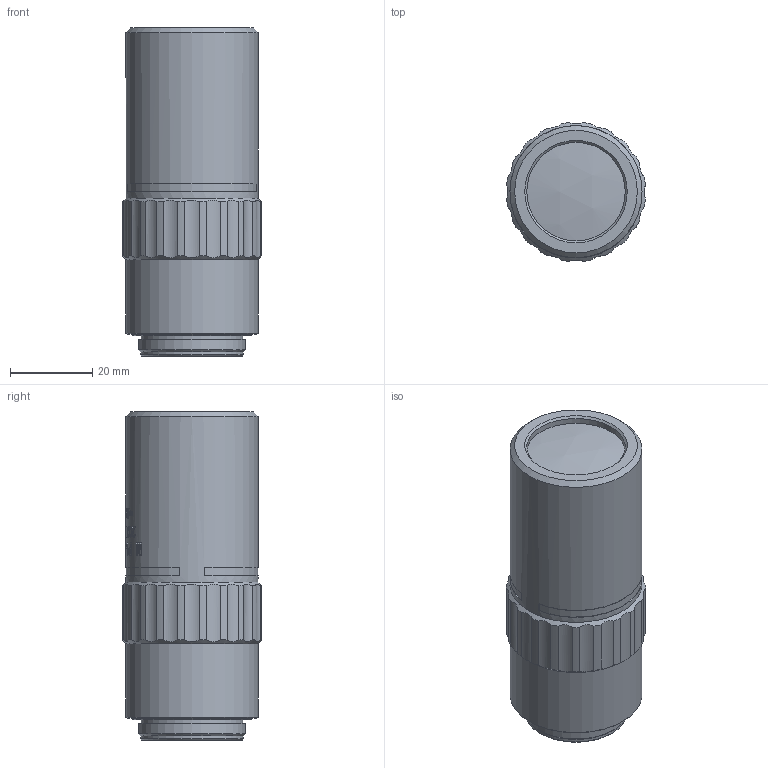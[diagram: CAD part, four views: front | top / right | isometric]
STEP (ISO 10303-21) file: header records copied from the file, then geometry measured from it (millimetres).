
FILE_DESCRIPTION (( 'STEP AP203' ), '1' );
FILE_NAME ('690134.STEP', '2025-12-17T01:24:40', ( 'Windows User' ), ( 'P R C' ), 'SwSTEP 2.0', 'SolidWorks 2020', '' );
FILE_SCHEMA (( 'CONFIG_CONTROL_DESIGN' ));
Length unit declared in the file: millimetre
Products named in the file (1): 690134
Bounding box: 33.82 x 33.82 x 80 mm (x, y, z)
Volume: 62434.6 mm3; surface area: 10140.1 mm2
Topology: 1 solids, 1 shells, 364 faces, 951 edges, 634 vertices
Faces by surface type: bspline 153, plane 114, cylinder 87, cone 9, sphere 1
Full cylindrical faces by diameter (mm): 22 x1, 24 x1, 24.8 x1, 25 x1, 26 x1, 32.2 x2
Entity records: 34248 total; most frequent: CARTESIAN_POINT 26433, ORIENTED_EDGE 1852, DIRECTION 1109, EDGE_CURVE 926, VERTEX_POINT 627, EDGE_LOOP 427, B_SPLINE_CURVE_WITH_KNOTS 426, AXIS2_PLACEMENT_3D 397
